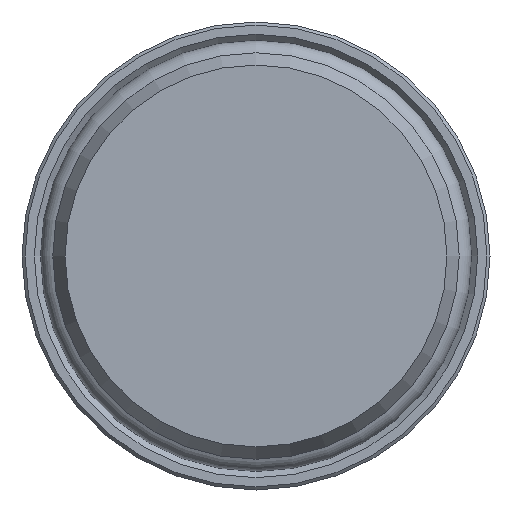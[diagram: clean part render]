
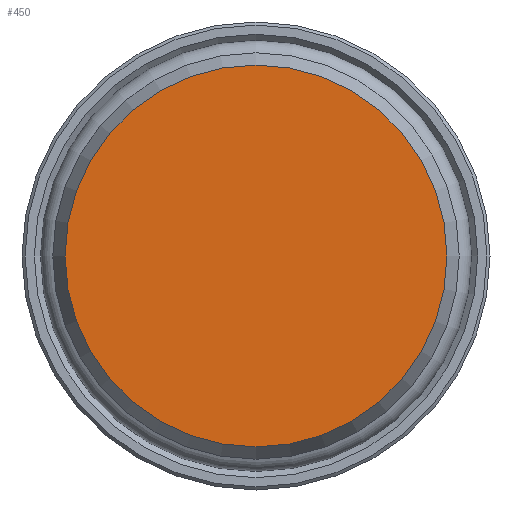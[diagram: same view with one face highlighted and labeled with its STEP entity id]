
A CAD part, front view. The second image highlights one B-rep face of the part: STEP entity #450.
In plain terms, the highlighted planar face has unit normal (0, -1, 0).
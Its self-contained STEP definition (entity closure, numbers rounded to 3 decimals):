
#52 = EDGE_LOOP ( 'NONE', ( #200 ) ) ;
#200 = ORIENTED_EDGE ( 'NONE', *, *, #1056, .T. ) ;
#228 = FACE_OUTER_BOUND ( 'NONE', #52, .T. ) ;
#301 = CIRCLE ( 'NONE', #999, 15.501 ) ;
#341 = VERTEX_POINT ( 'NONE', #913 ) ;
#450 = ADVANCED_FACE ( 'NONE', ( #228 ), #788, .T. ) ;
#497 = DIRECTION ( 'NONE',  ( 0., 0., -1. ) ) ;
#514 = DIRECTION ( 'NONE',  ( 0., -1., 0. ) ) ;
#515 = CARTESIAN_POINT ( 'NONE',  ( 15.501, 0., 0. ) ) ;
#713 = CARTESIAN_POINT ( 'NONE',  ( 0., 0., 0. ) ) ;
#723 = DIRECTION ( 'NONE',  ( 0., -1., 0. ) ) ;
#788 = PLANE ( 'NONE',  #1016 ) ;
#791 = DIRECTION ( 'NONE',  ( 0., 0., -1. ) ) ;
#913 = CARTESIAN_POINT ( 'NONE',  ( 0., 0., -15.501 ) ) ;
#999 = AXIS2_PLACEMENT_3D ( 'NONE', #713, #723, #497 ) ;
#1016 = AXIS2_PLACEMENT_3D ( 'NONE', #515, #514, #791 ) ;
#1056 = EDGE_CURVE ( 'NONE', #341, #341, #301, .T. ) ;
